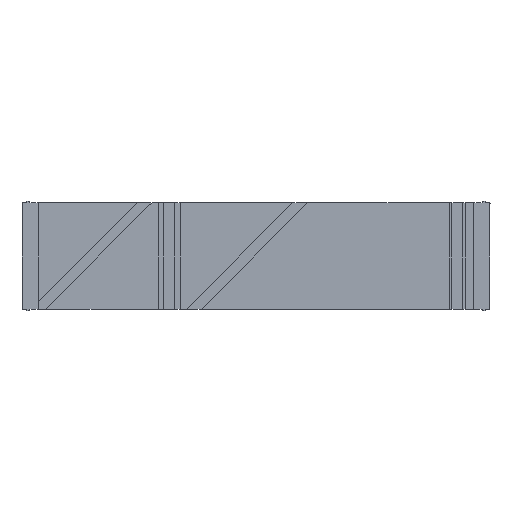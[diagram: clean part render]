
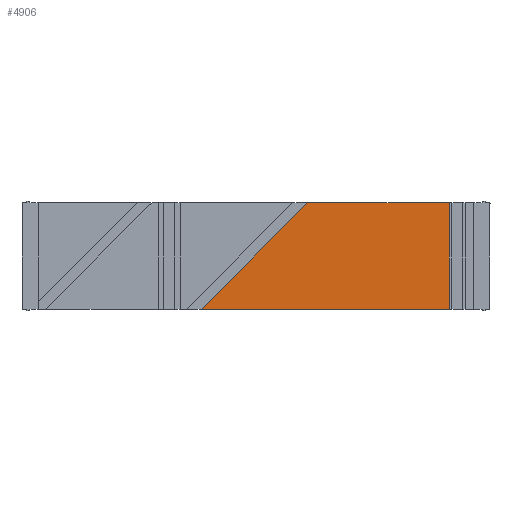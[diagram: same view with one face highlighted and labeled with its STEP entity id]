
A CAD part, top view. The second image highlights one B-rep face of the part: STEP entity #4906.
In plain terms, the highlighted planar face has unit normal (0, 0, 1).
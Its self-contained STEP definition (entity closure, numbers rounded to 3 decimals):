
#4737 = PLANE('',#4738);
#4738 = AXIS2_PLACEMENT_3D('',#4739,#4740,#4741);
#4739 = CARTESIAN_POINT('',(191.008,99.,
    -0.24));
#4740 = DIRECTION('',(0.,-1.,0.));
#4741 = DIRECTION('',(-1.,0.,0.));
#4765 = PLANE('',#4766);
#4766 = AXIS2_PLACEMENT_3D('',#4767,#4768,#4769);
#4767 = CARTESIAN_POINT('',(131.372,82.751,
    -0.175));
#4768 = DIRECTION('',(0.707,-0.707,
    0.));
#4769 = DIRECTION('',(-0.707,-0.707,
    0.));
#4793 = PLANE('',#4794);
#4794 = AXIS2_PLACEMENT_3D('',#4795,#4796,#4797);
#4795 = CARTESIAN_POINT('',(115.123,66.501,
    -0.24));
#4796 = DIRECTION('',(0.,1.,0.));
#4797 = DIRECTION('',(1.,0.,0.));
#4819 = PLANE('',#4820);
#4820 = AXIS2_PLACEMENT_3D('',#4821,#4822,#4823);
#4821 = CARTESIAN_POINT('',(191.008,66.504,
    -0.24));
#4822 = DIRECTION('',(-1.,0.,0.));
#4823 = DIRECTION('',(0.,-1.,0.));
#4836 = VERTEX_POINT('',#4837);
#4837 = CARTESIAN_POINT('',(147.621,99.,
    -0.11));
#4858 = EDGE_CURVE('',#4859,#4836,#4861,.T.);
#4859 = VERTEX_POINT('',#4860);
#4860 = CARTESIAN_POINT('',(191.008,99.,
    -0.11));
#4861 = SURFACE_CURVE('',#4862,(#4866,#4873),.PCURVE_S1.);
#4862 = LINE('',#4863,#4864);
#4863 = CARTESIAN_POINT('',(191.008,99.,
    -0.11));
#4864 = VECTOR('',#4865,1.);
#4865 = DIRECTION('',(-1.,0.,0.));
#4866 = PCURVE('',#4737,#4867);
#4867 = DEFINITIONAL_REPRESENTATION('',(#4868),#4872);
#4868 = LINE('',#4869,#4870);
#4869 = CARTESIAN_POINT('',(0.,-0.13));
#4870 = VECTOR('',#4871,1.);
#4871 = DIRECTION('',(1.,0.));
#4872 = ( GEOMETRIC_REPRESENTATION_CONTEXT(2) 
PARAMETRIC_REPRESENTATION_CONTEXT() REPRESENTATION_CONTEXT('2D SPACE',''
  ) );
#4873 = PCURVE('',#4874,#4879);
#4874 = PLANE('',#4875);
#4875 = AXIS2_PLACEMENT_3D('',#4876,#4877,#4878);
#4876 = CARTESIAN_POINT('',(191.008,99.,
    -0.11));
#4877 = DIRECTION('',(0.,0.,1.));
#4878 = DIRECTION('',(1.,0.,0.));
#4879 = DEFINITIONAL_REPRESENTATION('',(#4880),#4884);
#4880 = LINE('',#4881,#4882);
#4881 = CARTESIAN_POINT('',(0.,0.));
#4882 = VECTOR('',#4883,1.);
#4883 = DIRECTION('',(-1.,0.));
#4884 = ( GEOMETRIC_REPRESENTATION_CONTEXT(2) 
PARAMETRIC_REPRESENTATION_CONTEXT() REPRESENTATION_CONTEXT('2D SPACE',''
  ) );
#4906 = ADVANCED_FACE('',(#4907),#4874,.T.);
#4907 = FACE_BOUND('',#4908,.T.);
#4908 = EDGE_LOOP('',(#4909,#4910,#4933,#4956));
#4909 = ORIENTED_EDGE('',*,*,#4858,.T.);
#4910 = ORIENTED_EDGE('',*,*,#4911,.T.);
#4911 = EDGE_CURVE('',#4836,#4912,#4914,.T.);
#4912 = VERTEX_POINT('',#4913);
#4913 = CARTESIAN_POINT('',(115.123,66.501,
    -0.11));
#4914 = SURFACE_CURVE('',#4915,(#4919,#4926),.PCURVE_S1.);
#4915 = LINE('',#4916,#4917);
#4916 = CARTESIAN_POINT('',(147.621,99.,
    -0.11));
#4917 = VECTOR('',#4918,1.);
#4918 = DIRECTION('',(-0.707,-0.707,0.));
#4919 = PCURVE('',#4874,#4920);
#4920 = DEFINITIONAL_REPRESENTATION('',(#4921),#4925);
#4921 = LINE('',#4922,#4923);
#4922 = CARTESIAN_POINT('',(-43.386,0.));
#4923 = VECTOR('',#4924,1.);
#4924 = DIRECTION('',(-0.707,-0.707));
#4925 = ( GEOMETRIC_REPRESENTATION_CONTEXT(2) 
PARAMETRIC_REPRESENTATION_CONTEXT() REPRESENTATION_CONTEXT('2D SPACE',''
  ) );
#4926 = PCURVE('',#4765,#4927);
#4927 = DEFINITIONAL_REPRESENTATION('',(#4928),#4932);
#4928 = LINE('',#4929,#4930);
#4929 = CARTESIAN_POINT('',(-22.98,-0.065));
#4930 = VECTOR('',#4931,1.);
#4931 = DIRECTION('',(1.,0.));
#4932 = ( GEOMETRIC_REPRESENTATION_CONTEXT(2) 
PARAMETRIC_REPRESENTATION_CONTEXT() REPRESENTATION_CONTEXT('2D SPACE',''
  ) );
#4933 = ORIENTED_EDGE('',*,*,#4934,.T.);
#4934 = EDGE_CURVE('',#4912,#4935,#4937,.T.);
#4935 = VERTEX_POINT('',#4936);
#4936 = CARTESIAN_POINT('',(191.008,66.504,
    -0.11));
#4937 = SURFACE_CURVE('',#4938,(#4942,#4949),.PCURVE_S1.);
#4938 = LINE('',#4939,#4940);
#4939 = CARTESIAN_POINT('',(115.123,66.501,
    -0.11));
#4940 = VECTOR('',#4941,1.);
#4941 = DIRECTION('',(1.,0.,0.));
#4942 = PCURVE('',#4874,#4943);
#4943 = DEFINITIONAL_REPRESENTATION('',(#4944),#4948);
#4944 = LINE('',#4945,#4946);
#4945 = CARTESIAN_POINT('',(-75.885,-32.499));
#4946 = VECTOR('',#4947,1.);
#4947 = DIRECTION('',(1.,0.));
#4948 = ( GEOMETRIC_REPRESENTATION_CONTEXT(2) 
PARAMETRIC_REPRESENTATION_CONTEXT() REPRESENTATION_CONTEXT('2D SPACE',''
  ) );
#4949 = PCURVE('',#4793,#4950);
#4950 = DEFINITIONAL_REPRESENTATION('',(#4951),#4955);
#4951 = LINE('',#4952,#4953);
#4952 = CARTESIAN_POINT('',(0.,-0.13));
#4953 = VECTOR('',#4954,1.);
#4954 = DIRECTION('',(1.,0.));
#4955 = ( GEOMETRIC_REPRESENTATION_CONTEXT(2) 
PARAMETRIC_REPRESENTATION_CONTEXT() REPRESENTATION_CONTEXT('2D SPACE',''
  ) );
#4956 = ORIENTED_EDGE('',*,*,#4957,.T.);
#4957 = EDGE_CURVE('',#4935,#4859,#4958,.T.);
#4958 = SURFACE_CURVE('',#4959,(#4963,#4970),.PCURVE_S1.);
#4959 = LINE('',#4960,#4961);
#4960 = CARTESIAN_POINT('',(191.008,66.504,
    -0.11));
#4961 = VECTOR('',#4962,1.);
#4962 = DIRECTION('',(0.,1.,0.));
#4963 = PCURVE('',#4874,#4964);
#4964 = DEFINITIONAL_REPRESENTATION('',(#4965),#4969);
#4965 = LINE('',#4966,#4967);
#4966 = CARTESIAN_POINT('',(0.,-32.496));
#4967 = VECTOR('',#4968,1.);
#4968 = DIRECTION('',(0.,1.));
#4969 = ( GEOMETRIC_REPRESENTATION_CONTEXT(2) 
PARAMETRIC_REPRESENTATION_CONTEXT() REPRESENTATION_CONTEXT('2D SPACE',''
  ) );
#4970 = PCURVE('',#4819,#4971);
#4971 = DEFINITIONAL_REPRESENTATION('',(#4972),#4976);
#4972 = LINE('',#4973,#4974);
#4973 = CARTESIAN_POINT('',(0.,0.13));
#4974 = VECTOR('',#4975,1.);
#4975 = DIRECTION('',(-1.,0.));
#4976 = ( GEOMETRIC_REPRESENTATION_CONTEXT(2) 
PARAMETRIC_REPRESENTATION_CONTEXT() REPRESENTATION_CONTEXT('2D SPACE',''
  ) );
